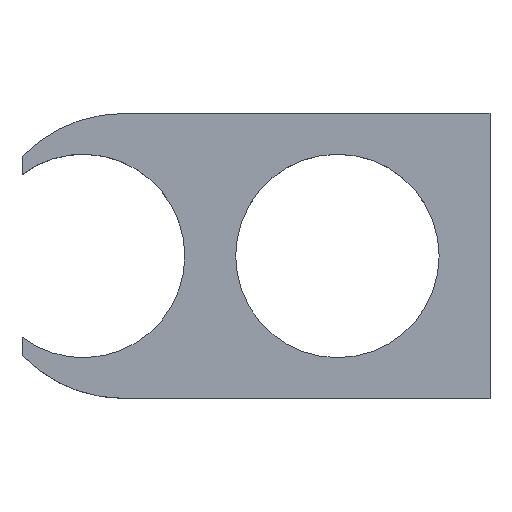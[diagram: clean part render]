
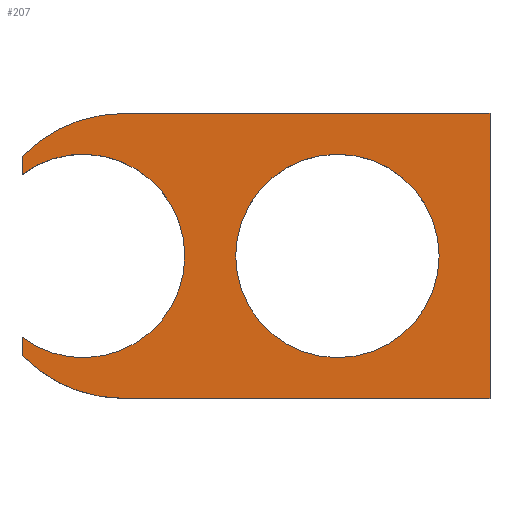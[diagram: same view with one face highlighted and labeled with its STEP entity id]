
A CAD part, top view. The second image highlights one B-rep face of the part: STEP entity #207.
In plain terms, the highlighted planar face has unit normal (0, 0, 1).
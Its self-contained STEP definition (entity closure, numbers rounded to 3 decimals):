
#20=FACE_BOUND('',#44,.T.);
#31=FACE_OUTER_BOUND('',#43,.T.);
#43=EDGE_LOOP('',(#181,#182,#183,#184,#185,#186,#187,#188));
#44=EDGE_LOOP('',(#189));
#52=LINE('',#328,#71);
#55=LINE('',#336,#74);
#58=LINE('',#344,#77);
#60=LINE('',#348,#79);
#62=LINE('',#352,#81);
#71=VECTOR('',#266,10.);
#74=VECTOR('',#275,10.);
#77=VECTOR('',#284,10.);
#79=VECTOR('',#288,10.);
#81=VECTOR('',#292,10.);
#87=CIRCLE('',#228,5.);
#88=CIRCLE('',#231,5.);
#89=CIRCLE('',#234,7.);
#90=CIRCLE('',#239,7.);
#100=VERTEX_POINT('',#321);
#101=VERTEX_POINT('',#325);
#102=VERTEX_POINT('',#327);
#103=VERTEX_POINT('',#331);
#104=VERTEX_POINT('',#335);
#105=VERTEX_POINT('',#339);
#106=VERTEX_POINT('',#343);
#107=VERTEX_POINT('',#347);
#108=VERTEX_POINT('',#351);
#118=EDGE_CURVE('',#100,#100,#87,.T.);
#121=EDGE_CURVE('',#102,#101,#52,.T.);
#123=EDGE_CURVE('',#103,#102,#88,.T.);
#125=EDGE_CURVE('',#104,#103,#55,.T.);
#127=EDGE_CURVE('',#105,#104,#89,.T.);
#129=EDGE_CURVE('',#106,#105,#58,.T.);
#131=EDGE_CURVE('',#107,#106,#60,.T.);
#133=EDGE_CURVE('',#108,#107,#62,.T.);
#135=EDGE_CURVE('',#101,#108,#90,.T.);
#181=ORIENTED_EDGE('',*,*,#135,.T.);
#182=ORIENTED_EDGE('',*,*,#133,.T.);
#183=ORIENTED_EDGE('',*,*,#131,.T.);
#184=ORIENTED_EDGE('',*,*,#129,.T.);
#185=ORIENTED_EDGE('',*,*,#127,.T.);
#186=ORIENTED_EDGE('',*,*,#125,.T.);
#187=ORIENTED_EDGE('',*,*,#123,.T.);
#188=ORIENTED_EDGE('',*,*,#121,.T.);
#189=ORIENTED_EDGE('',*,*,#118,.T.);
#196=PLANE('',#240);
#207=ADVANCED_FACE('',(#31,#20),#196,.T.);
#228=AXIS2_PLACEMENT_3D('',#322,#260,#261);
#231=AXIS2_PLACEMENT_3D('',#332,#270,#271);
#234=AXIS2_PLACEMENT_3D('',#340,#279,#280);
#239=AXIS2_PLACEMENT_3D('',#355,#296,#297);
#240=AXIS2_PLACEMENT_3D('',#356,#298,#299);
#260=DIRECTION('center_axis',(0.,0.,-1.));
#261=DIRECTION('ref_axis',(1.,0.,0.));
#266=DIRECTION('',(0.,-1.,0.));
#270=DIRECTION('center_axis',(0.,0.,-1.));
#271=DIRECTION('ref_axis',(-0.6,-0.8,0.));
#275=DIRECTION('',(0.,-1.,0.));
#279=DIRECTION('center_axis',(0.,0.,1.));
#280=DIRECTION('ref_axis',(0.,1.,0.));
#284=DIRECTION('',(-1.,0.,0.));
#288=DIRECTION('',(0.,1.,0.));
#292=DIRECTION('',(1.,0.,0.));
#296=DIRECTION('center_axis',(0.,0.,1.));
#297=DIRECTION('ref_axis',(-0.714,-0.7,0.));
#298=DIRECTION('center_axis',(0.,0.,1.));
#299=DIRECTION('ref_axis',(1.,0.,0.));
#321=CARTESIAN_POINT('',(7.5,0.,2.));
#322=CARTESIAN_POINT('Origin',(12.5,0.,2.));
#325=CARTESIAN_POINT('',(-3.,-4.899,2.));
#327=CARTESIAN_POINT('',(-3.,-4.,2.));
#328=CARTESIAN_POINT('',(-3.,-4.,2.));
#331=CARTESIAN_POINT('',(-3.,4.,2.));
#332=CARTESIAN_POINT('Origin',(0.,0.,2.));
#335=CARTESIAN_POINT('',(-3.,4.899,2.));
#336=CARTESIAN_POINT('',(-3.,4.899,2.));
#339=CARTESIAN_POINT('',(2.,7.,2.));
#340=CARTESIAN_POINT('Origin',(2.,0.,2.));
#343=CARTESIAN_POINT('',(20.,7.,2.));
#344=CARTESIAN_POINT('',(20.,7.,2.));
#347=CARTESIAN_POINT('',(20.,-7.,2.));
#348=CARTESIAN_POINT('',(20.,-7.,2.));
#351=CARTESIAN_POINT('',(2.,-7.,2.));
#352=CARTESIAN_POINT('',(2.,-7.,2.));
#355=CARTESIAN_POINT('Origin',(2.,0.,2.));
#356=CARTESIAN_POINT('Origin',(8.5,0.,2.));
